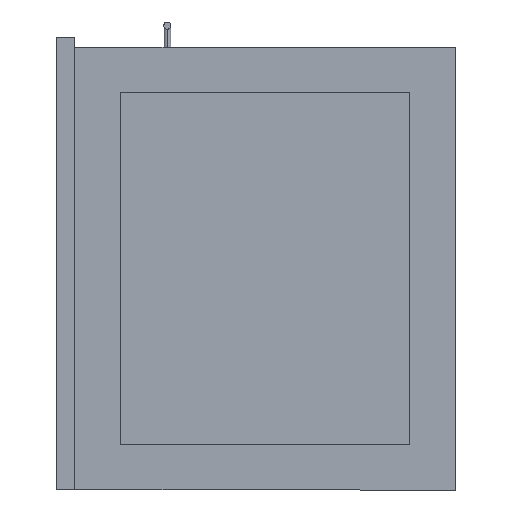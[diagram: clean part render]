
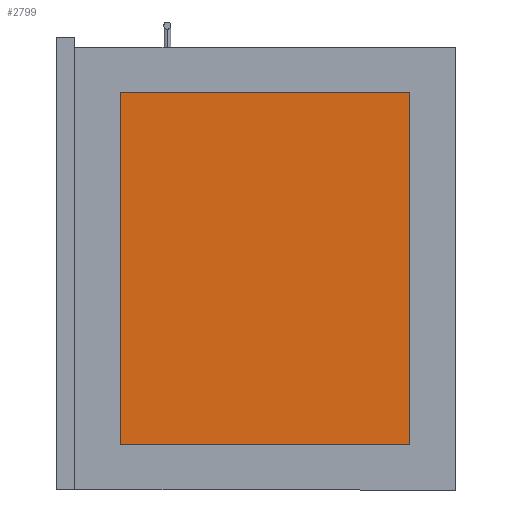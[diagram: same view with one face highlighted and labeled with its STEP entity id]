
A CAD part, left-side view. The second image highlights one B-rep face of the part: STEP entity #2799.
In plain terms, the highlighted planar face has unit normal (-1, 0, 0).
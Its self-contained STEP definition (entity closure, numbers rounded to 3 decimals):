
#30 = CARTESIAN_POINT ( 'NONE',  ( -891., 160., 50. ) ) ;
#81 = VECTOR ( 'NONE', #1460, 1000. ) ;
#113 = VERTEX_POINT ( 'NONE', #3631 ) ;
#142 = EDGE_CURVE ( 'NONE', #473, #113, #277, .T. ) ;
#277 = LINE ( 'NONE', #2447, #3635 ) ;
#312 = CARTESIAN_POINT ( 'NONE',  ( -891., 160., 50. ) ) ;
#332 = EDGE_CURVE ( 'NONE', #1725, #473, #1182, .T. ) ;
#473 = VERTEX_POINT ( 'NONE', #1759 ) ;
#641 = ORIENTED_EDGE ( 'NONE', *, *, #1297, .T. ) ;
#857 = DIRECTION ( 'NONE',  ( 0., -1., 0. ) ) ;
#919 = CARTESIAN_POINT ( 'NONE',  ( -891., 160., 439. ) ) ;
#946 = EDGE_LOOP ( 'NONE', ( #2219, #2082, #3358, #641 ) ) ;
#968 = VECTOR ( 'NONE', #857, 1000. ) ;
#1181 = CARTESIAN_POINT ( 'NONE',  ( -891., -160., 439. ) ) ;
#1182 = LINE ( 'NONE', #312, #968 ) ;
#1252 = EDGE_CURVE ( 'NONE', #3080, #1725, #2743, .T. ) ;
#1297 = EDGE_CURVE ( 'NONE', #113, #3080, #3565, .T. ) ;
#1356 = FACE_OUTER_BOUND ( 'NONE', #946, .T. ) ;
#1460 = DIRECTION ( 'NONE',  ( 0., 1., 0. ) ) ;
#1658 = VECTOR ( 'NONE', #2599, 1000. ) ;
#1715 = AXIS2_PLACEMENT_3D ( 'NONE', #2941, #2079, #1762 ) ;
#1725 = VERTEX_POINT ( 'NONE', #30 ) ;
#1759 = CARTESIAN_POINT ( 'NONE',  ( -891., -160., 50. ) ) ;
#1762 = DIRECTION ( 'NONE',  ( 0., -1., 0. ) ) ;
#2079 = DIRECTION ( 'NONE',  ( -1., 0., 0. ) ) ;
#2082 = ORIENTED_EDGE ( 'NONE', *, *, #332, .T. ) ;
#2219 = ORIENTED_EDGE ( 'NONE', *, *, #1252, .T. ) ;
#2447 = CARTESIAN_POINT ( 'NONE',  ( -891., -160., 50. ) ) ;
#2599 = DIRECTION ( 'NONE',  ( 0., 0., -1. ) ) ;
#2743 = LINE ( 'NONE', #919, #1658 ) ;
#2799 = ADVANCED_FACE ( 'NONE', ( #1356 ), #3525, .T. ) ;
#2941 = CARTESIAN_POINT ( 'NONE',  ( -891., 0., 0. ) ) ;
#3080 = VERTEX_POINT ( 'NONE', #3117 ) ;
#3117 = CARTESIAN_POINT ( 'NONE',  ( -891., 160., 439. ) ) ;
#3323 = DIRECTION ( 'NONE',  ( 0., 0., 1. ) ) ;
#3358 = ORIENTED_EDGE ( 'NONE', *, *, #142, .T. ) ;
#3525 = PLANE ( 'NONE',  #1715 ) ;
#3565 = LINE ( 'NONE', #1181, #81 ) ;
#3631 = CARTESIAN_POINT ( 'NONE',  ( -891., -160., 439. ) ) ;
#3635 = VECTOR ( 'NONE', #3323, 1000. ) ;
